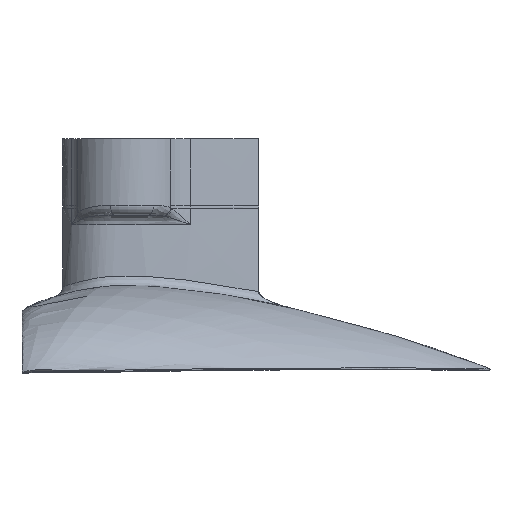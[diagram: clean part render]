
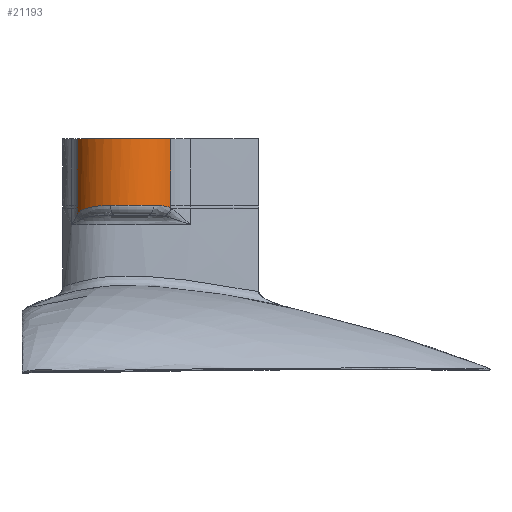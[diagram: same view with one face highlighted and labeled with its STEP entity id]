
A CAD part, top view. The second image highlights one B-rep face of the part: STEP entity #21193.
In plain terms, the highlighted cylindrical face has radius 29 mm (diameter 58 mm), a partial arc.
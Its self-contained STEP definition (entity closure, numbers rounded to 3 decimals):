
#18954=CARTESIAN_POINT('Vertex',(-172.166,122.5,17.877)) ;
#18957=CARTESIAN_POINT('Line Origine',(-172.166,102.5,17.877)) ;
#18961=CARTESIAN_POINT('Vertex',(-172.166,87.5,17.877)) ;
#19236=CARTESIAN_POINT('Line Origine',(-221.036,102.5,12.773)) ;
#19240=CARTESIAN_POINT('Vertex',(-221.036,85.965,12.773)) ;
#19242=CARTESIAN_POINT('Vertex',(-221.036,87.5,12.773)) ;
#19271=CARTESIAN_POINT('Vertex',(-221.036,122.5,12.773)) ;
#19274=CARTESIAN_POINT('Line Origine',(-221.036,102.5,12.773)) ;
#20044=CARTESIAN_POINT('Axis2P3D Location',(-195.,102.5,0.)) ;
#20573=CARTESIAN_POINT('Vertex',(-172.166,86.277,17.877)) ;
#20583=CARTESIAN_POINT('Line Origine',(-172.166,102.5,17.877)) ;
#21133=CARTESIAN_POINT('Axis2P3D Location',(-195.,122.5,0.)) ;
#21138=CARTESIAN_POINT('Line Origine',(-221.036,102.5,12.773)) ;
#21142=CARTESIAN_POINT('Vertex',(-221.036,83.018,12.773)) ;
#21146=CARTESIAN_POINT('Control Point',(-203.655,87.5,27.678)) ;
#21147=CARTESIAN_POINT('Control Point',(-204.792,87.5,27.323)) ;
#21148=CARTESIAN_POINT('Control Point',(-205.923,87.488,26.905)) ;
#21149=CARTESIAN_POINT('Control Point',(-207.038,87.458,26.425)) ;
#21150=CARTESIAN_POINT('Control Point',(-208.775,87.373,25.567)) ;
#21151=CARTESIAN_POINT('Control Point',(-210.421,87.223,24.576)) ;
#21152=CARTESIAN_POINT('Control Point',(-211.02,87.158,24.189)) ;
#21153=CARTESIAN_POINT('Control Point',(-211.809,87.057,23.645)) ;
#21154=CARTESIAN_POINT('Control Point',(-212.565,86.94,23.078)) ;
#21155=CARTESIAN_POINT('Control Point',(-212.758,86.908,22.929)) ;
#21156=CARTESIAN_POINT('Control Point',(-214.476,86.615,21.581)) ;
#21157=CARTESIAN_POINT('Control Point',(-216.015,86.234,20.115)) ;
#21158=CARTESIAN_POINT('Control Point',(-217.242,85.82,18.742)) ;
#21159=CARTESIAN_POINT('Control Point',(-218.786,85.113,16.716)) ;
#21160=CARTESIAN_POINT('Control Point',(-220.06,84.11,14.621)) ;
#21161=CARTESIAN_POINT('Control Point',(-220.409,83.787,14.005)) ;
#21162=CARTESIAN_POINT('Control Point',(-220.735,83.428,13.387)) ;
#21163=CARTESIAN_POINT('Control Point',(-221.036,83.018,12.773)) ;
#21164=CARTESIAN_POINT('Vertex',(-203.655,87.5,27.678)) ;
#21167=CARTESIAN_POINT('Axis2P3D Location',(-195.,87.5,0.)) ;
#21171=CARTESIAN_POINT('Vertex',(-181.351,87.5,25.587)) ;
#21175=CARTESIAN_POINT('Control Point',(-181.351,87.5,25.587)) ;
#21176=CARTESIAN_POINT('Control Point',(-179.329,87.5,24.508)) ;
#21177=CARTESIAN_POINT('Control Point',(-177.369,87.456,23.205)) ;
#21178=CARTESIAN_POINT('Control Point',(-175.496,87.308,21.677)) ;
#21179=CARTESIAN_POINT('Control Point',(-173.732,87.004,19.878)) ;
#21180=CARTESIAN_POINT('Control Point',(-172.166,86.277,17.877)) ;
#18958=DIRECTION('Vector Direction',(0.,-1.,0.)) ;
#19237=DIRECTION('Vector Direction',(0.,-1.,0.)) ;
#19275=DIRECTION('Vector Direction',(0.,-1.,0.)) ;
#20045=DIRECTION('Axis2P3D Direction',(0.,1.,0.)) ;
#20046=DIRECTION('Axis2P3D XDirection',(-1.,0.,0.)) ;
#20584=DIRECTION('Vector Direction',(0.,-1.,0.)) ;
#21134=DIRECTION('Axis2P3D Direction',(0.,1.,0.)) ;
#21139=DIRECTION('Vector Direction',(0.,1.,0.)) ;
#21168=DIRECTION('Axis2P3D Direction',(0.,1.,0.)) ;
#20047=AXIS2_PLACEMENT_3D('Cylinder Axis2P3D',#20044,#20045,#20046) ;
#21135=AXIS2_PLACEMENT_3D('Circle Axis2P3D',#21133,#21134,$) ;
#21169=AXIS2_PLACEMENT_3D('Circle Axis2P3D',#21167,#21168,$) ;
#21183=ORIENTED_EDGE('',*,*,#20587,.T.) ;
#21184=ORIENTED_EDGE('',*,*,#18963,.T.) ;
#21185=ORIENTED_EDGE('',*,*,#21137,.F.) ;
#21186=ORIENTED_EDGE('',*,*,#19278,.F.) ;
#21187=ORIENTED_EDGE('',*,*,#19244,.F.) ;
#21188=ORIENTED_EDGE('',*,*,#21144,.T.) ;
#21189=ORIENTED_EDGE('',*,*,#21166,.T.) ;
#21190=ORIENTED_EDGE('',*,*,#21173,.T.) ;
#21191=ORIENTED_EDGE('',*,*,#21181,.T.) ;
#18959=VECTOR('Line Direction',#18958,1.) ;
#19238=VECTOR('Line Direction',#19237,1.) ;
#19276=VECTOR('Line Direction',#19275,1.) ;
#20585=VECTOR('Line Direction',#20584,1.) ;
#21140=VECTOR('Line Direction',#21139,1.) ;
#21193=ADVANCED_FACE('HoverBikeAirfoil_revE1',(#21192),#20048,.T.) ;
#21145=B_SPLINE_CURVE_WITH_KNOTS('',5,(#21146,#21147,#21148,#21149,#21150,#21151,#21152,#21153,#21154,#21155,#21156,#21157,#21158,#21159,#21160,#21161,#21162,#21163),.UNSPECIFIED.,.F.,.U.,(6,3,3,3,3,6),(0.,9.157,14.607,16.528,31.768,38.059),.UNSPECIFIED.) ;
#21174=B_SPLINE_CURVE_WITH_KNOTS('',5,(#21175,#21176,#21177,#21178,#21179,#21180),.UNSPECIFIED.,.F.,.U.,(6,6),(0.,17.801),.UNSPECIFIED.) ;
#21136=CIRCLE('generated circle',#21135,29.) ;
#21170=CIRCLE('generated circle',#21169,29.) ;
#20048=CYLINDRICAL_SURFACE('generated cylinder',#20047,29.) ;
#18963=EDGE_CURVE('',#18962,#18955,#18960,.F.) ;
#19244=EDGE_CURVE('',#19241,#19243,#19239,.F.) ;
#19278=EDGE_CURVE('',#19243,#19272,#19277,.F.) ;
#20587=EDGE_CURVE('',#20574,#18962,#20586,.F.) ;
#21137=EDGE_CURVE('',#19272,#18955,#21136,.T.) ;
#21144=EDGE_CURVE('',#19241,#21143,#21141,.F.) ;
#21166=EDGE_CURVE('',#21143,#21165,#21145,.F.) ;
#21173=EDGE_CURVE('',#21165,#21172,#21170,.T.) ;
#21181=EDGE_CURVE('',#21172,#20574,#21174,.T.) ;
#21182=EDGE_LOOP('',(#21183,#21184,#21185,#21186,#21187,#21188,#21189,#21190,#21191)) ;
#21192=FACE_OUTER_BOUND('',#21182,.T.) ;
#18960=LINE('Line',#18957,#18959) ;
#19239=LINE('Line',#19236,#19238) ;
#19277=LINE('Line',#19274,#19276) ;
#20586=LINE('Line',#20583,#20585) ;
#21141=LINE('Line',#21138,#21140) ;
#18955=VERTEX_POINT('',#18954) ;
#18962=VERTEX_POINT('',#18961) ;
#19241=VERTEX_POINT('',#19240) ;
#19243=VERTEX_POINT('',#19242) ;
#19272=VERTEX_POINT('',#19271) ;
#20574=VERTEX_POINT('',#20573) ;
#21143=VERTEX_POINT('',#21142) ;
#21165=VERTEX_POINT('',#21164) ;
#21172=VERTEX_POINT('',#21171) ;
